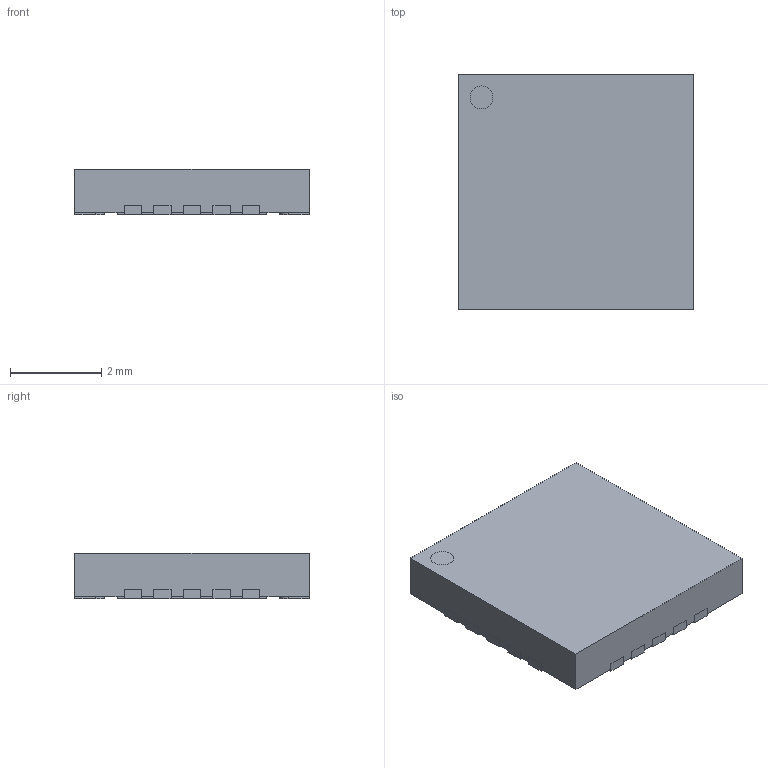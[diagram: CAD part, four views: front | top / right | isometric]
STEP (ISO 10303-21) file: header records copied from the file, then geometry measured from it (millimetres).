
FILE_DESCRIPTION((''),'2;1');
FILE_NAME('QFN65P500X500X100-21N-S325.stp','2010-02-02T16:17:36',(''),(''),'Mechanical Desktop 2010','Mechanical Desktop 2010',', , ');
FILE_SCHEMA(('AUTOMOTIVE_DESIGN { 1 2 10303 214 1 1 1 1 }'));
Length unit declared in the file: millimetre
Products named in the file (1): Product
Bounding box: 5.15 x 5.15 x 1 mm (x, y, z)
Volume: 26 mm3; surface area: 119.3 mm2
Topology: 23 solids, 23 shells, 224 faces, 532 edges, 360 vertices
Faces by surface type: plane 100, bspline 100, cylinder 24
Entity records: 6713 total; most frequent: CARTESIAN_POINT 1693, ORIENTED_EDGE 1056, DIRECTION 870, EDGE_CURVE 528, VECTOR 444, LINE 444, VERTEX_POINT 352, EDGE_LOOP 226
